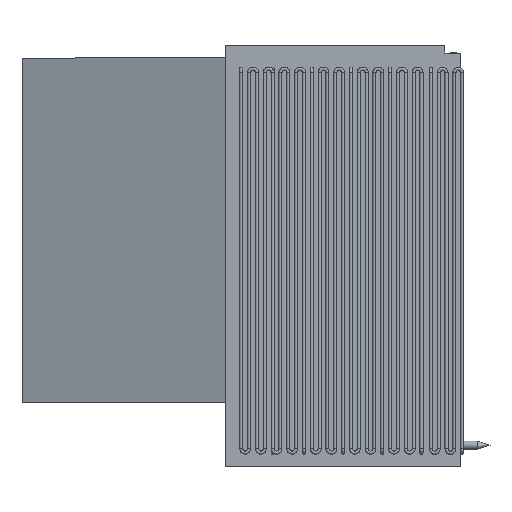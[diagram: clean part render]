
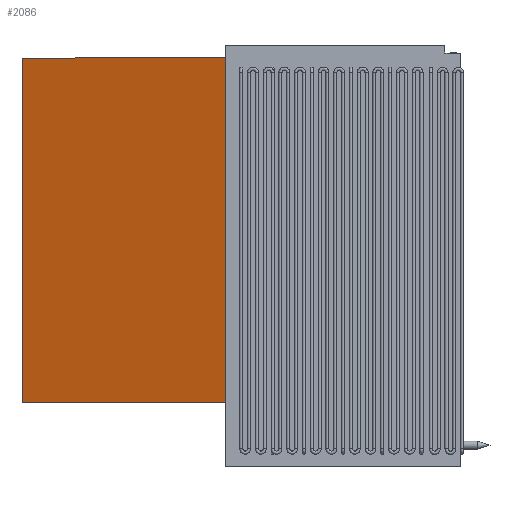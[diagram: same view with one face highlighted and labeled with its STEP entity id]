
A CAD part, top view. The second image highlights one B-rep face of the part: STEP entity #2086.
In plain terms, the highlighted face is planar.
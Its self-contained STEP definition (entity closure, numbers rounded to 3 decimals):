
#383=FACE_OUTER_BOUND('',#520,.T.);
#520=EDGE_LOOP('',(#1600,#1601,#1602,#1603));
#668=LINE('',#3719,#821);
#672=LINE('',#3727,#825);
#675=LINE('',#3733,#828);
#678=LINE('',#3738,#831);
#821=VECTOR('',#2783,10.);
#825=VECTOR('',#2789,10.);
#828=VECTOR('',#2794,10.);
#831=VECTOR('',#2799,10.);
#975=VERTEX_POINT('',#3717);
#976=VERTEX_POINT('',#3718);
#979=VERTEX_POINT('',#3726);
#981=VERTEX_POINT('',#3732);
#1201=EDGE_CURVE('',#975,#976,#668,.T.);
#1205=EDGE_CURVE('',#979,#975,#672,.T.);
#1208=EDGE_CURVE('',#981,#979,#675,.T.);
#1211=EDGE_CURVE('',#976,#981,#678,.T.);
#1600=ORIENTED_EDGE('',*,*,#1211,.F.);
#1601=ORIENTED_EDGE('',*,*,#1201,.F.);
#1602=ORIENTED_EDGE('',*,*,#1205,.F.);
#1603=ORIENTED_EDGE('',*,*,#1208,.F.);
#1991=PLANE('',#2381);
#2086=ADVANCED_FACE('',(#383),#1991,.F.);
#2381=AXIS2_PLACEMENT_3D('',#3741,#2803,#2804);
#2783=DIRECTION('',(0.,0.,1.));
#2789=DIRECTION('',(0.,1.,0.));
#2794=DIRECTION('',(0.,0.,-1.));
#2799=DIRECTION('',(0.,-1.,0.));
#2803=DIRECTION('center_axis',(1.,0.,0.));
#2804=DIRECTION('ref_axis',(0.,0.,-1.));
#3717=CARTESIAN_POINT('',(-6.574,8.843,1.958));
#3718=CARTESIAN_POINT('',(-6.574,8.843,15.958));
#3719=CARTESIAN_POINT('',(-6.574,8.843,1.958));
#3726=CARTESIAN_POINT('',(-6.574,-13.157,1.958));
#3727=CARTESIAN_POINT('',(-6.574,-13.157,1.958));
#3732=CARTESIAN_POINT('',(-6.574,-13.157,15.958));
#3733=CARTESIAN_POINT('',(-6.574,-13.157,15.958));
#3738=CARTESIAN_POINT('',(-6.574,8.843,15.958));
#3741=CARTESIAN_POINT('Origin',(-6.574,-2.157,8.958));
